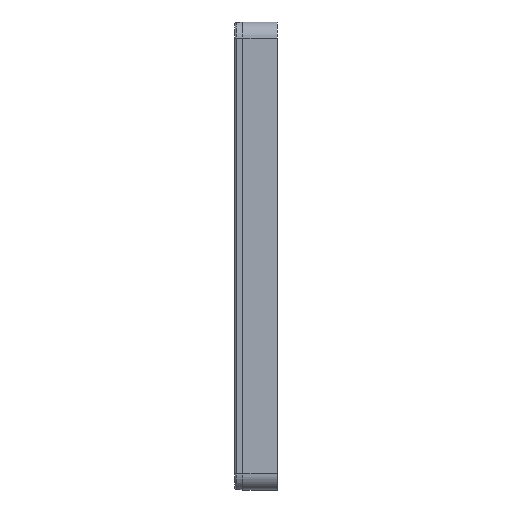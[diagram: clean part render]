
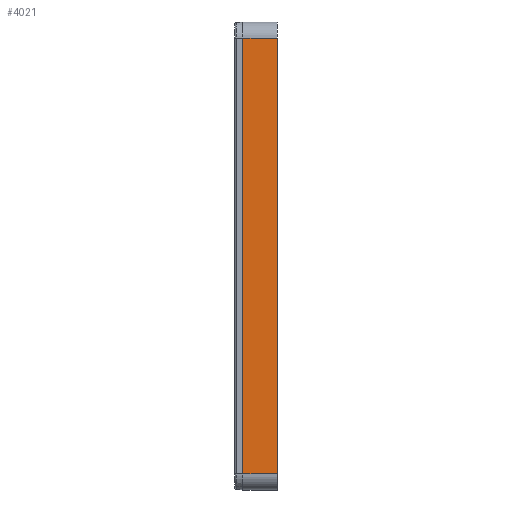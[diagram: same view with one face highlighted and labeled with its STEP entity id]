
A CAD part, left-side view. The second image highlights one B-rep face of the part: STEP entity #4021.
In plain terms, the highlighted planar face has unit normal (-1, 0, 0).
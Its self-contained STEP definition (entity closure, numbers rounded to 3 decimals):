
#79 = AXIS2_PLACEMENT_3D ( 'NONE', #3603, #407, #2037 ) ;
#188 = LINE ( 'NONE', #1546, #1684 ) ;
#190 = CARTESIAN_POINT ( 'NONE',  ( -43., 0.2, 40. ) ) ;
#392 = LINE ( 'NONE', #3295, #2579 ) ;
#407 = DIRECTION ( 'NONE',  ( 1., 0., 0. ) ) ;
#505 = ORIENTED_EDGE ( 'NONE', *, *, #1969, .T. ) ;
#897 = VERTEX_POINT ( 'NONE', #2503 ) ;
#1234 = LINE ( 'NONE', #1616, #1565 ) ;
#1546 = CARTESIAN_POINT ( 'NONE',  ( -43., -121.422, 40. ) ) ;
#1565 = VECTOR ( 'NONE', #2867, 1000. ) ;
#1616 = CARTESIAN_POINT ( 'NONE',  ( -43., -121.422, -40. ) ) ;
#1684 = VECTOR ( 'NONE', #1871, 1000. ) ;
#1753 = VECTOR ( 'NONE', #2468, 1000. ) ;
#1793 = CARTESIAN_POINT ( 'NONE',  ( -43., 0.2, 40. ) ) ;
#1837 = EDGE_CURVE ( 'NONE', #2892, #897, #188, .T. ) ;
#1871 = DIRECTION ( 'NONE',  ( 0., 1., 0. ) ) ;
#1969 = EDGE_CURVE ( 'NONE', #897, #2555, #392, .T. ) ;
#2037 = DIRECTION ( 'NONE',  ( 0., 0., -1. ) ) ;
#2082 = EDGE_CURVE ( 'NONE', #2892, #2934, #2153, .T. ) ;
#2092 = ORIENTED_EDGE ( 'NONE', *, *, #1837, .T. ) ;
#2114 = EDGE_LOOP ( 'NONE', ( #2092, #505, #3787, #4195 ) ) ;
#2153 = LINE ( 'NONE', #1793, #1753 ) ;
#2353 = CARTESIAN_POINT ( 'NONE',  ( -43., 0.2, -40. ) ) ;
#2399 = CARTESIAN_POINT ( 'NONE',  ( -43., 6.5, -40. ) ) ;
#2468 = DIRECTION ( 'NONE',  ( 0., 0., -1. ) ) ;
#2503 = CARTESIAN_POINT ( 'NONE',  ( -43., 6.5, 40. ) ) ;
#2555 = VERTEX_POINT ( 'NONE', #2399 ) ;
#2579 = VECTOR ( 'NONE', #3015, 1000. ) ;
#2867 = DIRECTION ( 'NONE',  ( 0., 1., 0. ) ) ;
#2892 = VERTEX_POINT ( 'NONE', #190 ) ;
#2934 = VERTEX_POINT ( 'NONE', #2353 ) ;
#3015 = DIRECTION ( 'NONE',  ( 0., 0., -1. ) ) ;
#3295 = CARTESIAN_POINT ( 'NONE',  ( -43., 6.5, 40. ) ) ;
#3325 = FACE_OUTER_BOUND ( 'NONE', #2114, .T. ) ;
#3347 = PLANE ( 'NONE',  #79 ) ;
#3603 = CARTESIAN_POINT ( 'NONE',  ( -43., -121.422, 40. ) ) ;
#3787 = ORIENTED_EDGE ( 'NONE', *, *, #3830, .F. ) ;
#3830 = EDGE_CURVE ( 'NONE', #2934, #2555, #1234, .T. ) ;
#4021 = ADVANCED_FACE ( 'NONE', ( #3325 ), #3347, .F. ) ;
#4195 = ORIENTED_EDGE ( 'NONE', *, *, #2082, .F. ) ;
